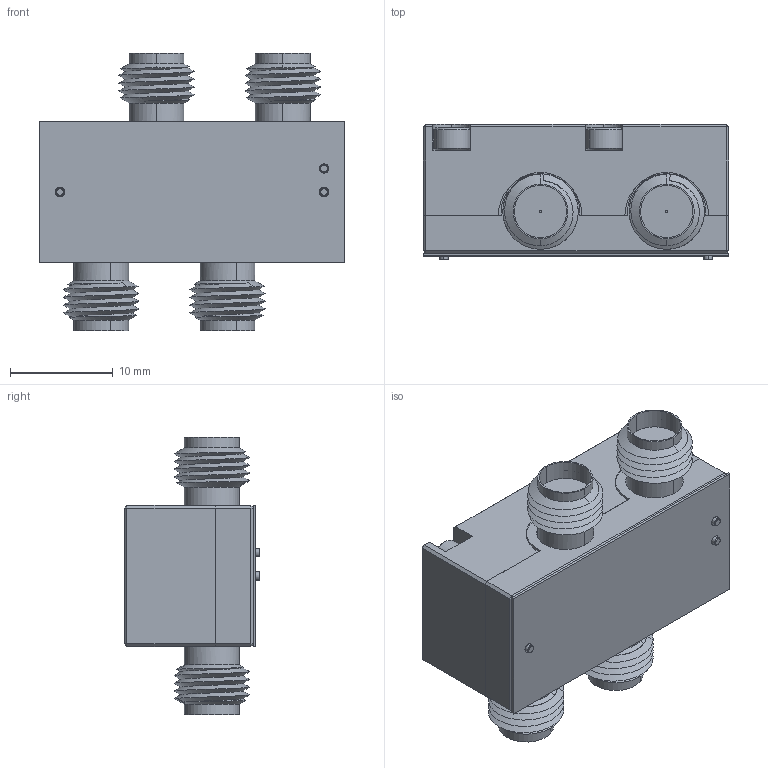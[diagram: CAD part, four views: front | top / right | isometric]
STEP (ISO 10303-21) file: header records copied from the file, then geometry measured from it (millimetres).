
FILE_DESCRIPTION (( 'STEP AP203' ), '1' );
FILE_NAME ('SAM-2832930695-KF-L1-4C.STEP', '2018-10-03T17:21:08', ( '' ), ( '' ), 'SwSTEP 2.0', 'SolidWorks 2016', '' );
FILE_SCHEMA (( 'CONFIG_CONTROL_DESIGN' ));
Products named in the file (1): SAM-2832930695-KF-L1-4C
Bounding box: 29.72 x 13.19 x 26.92 mm (x, y, z)
Volume: 5677.1 mm3; surface area: 7196.3 mm2
Topology: 16 solids, 16 shells, 756 faces, 1952 edges, 1233 vertices
Faces by surface type: cylinder 444, plane 148, cone 140, bspline 24
Entity records: 35417 total; most frequent: CARTESIAN_POINT 19052, ORIENTED_EDGE 3860, DIRECTION 2958, EDGE_CURVE 1930, VERTEX_POINT 1233, AXIS2_PLACEMENT_3D 1087, EDGE_LOOP 805, LINE 784
